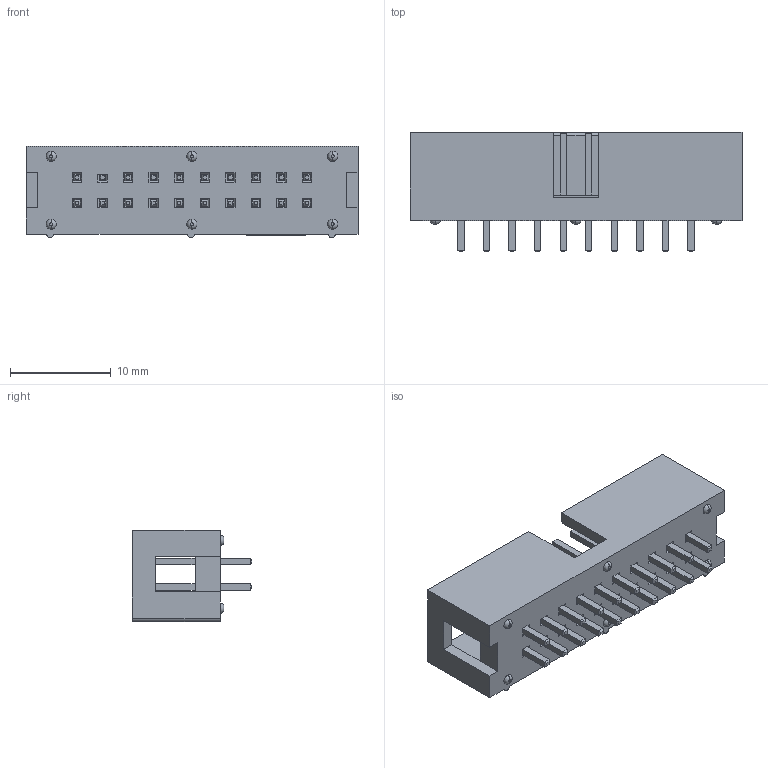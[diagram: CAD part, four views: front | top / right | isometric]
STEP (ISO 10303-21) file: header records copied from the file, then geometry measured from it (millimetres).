
FILE_DESCRIPTION (( 'STEP AP214' ), '1' );
FILE_NAME ('9586A110-A290-4D07-BE12-D115FE367D0E.STEP', '2024-10-17T14:47:52', ( '' ), ( '' ), 'SwSTEP 2.0', 'SolidWorks 2022', '' );
FILE_SCHEMA (( 'AUTOMOTIVE_DESIGN' ));
Length unit declared in the file: millimetre
Products named in the file (1): 9586A110-A290-4D07-BE12-D115FE367D0E
Bounding box: 33.02 x 11.85 x 9.1 mm (x, y, z)
Volume: 1284.6 mm3; surface area: 2445.3 mm2
Topology: 27 solids, 27 shells, 554 faces, 1248 edges, 750 vertices
Faces by surface type: plane 507, bspline 29, torus 12, cylinder 6
Entity records: 16366 total; most frequent: CARTESIAN_POINT 3934, ORIENTED_EDGE 2496, DIRECTION 2290, EDGE_CURVE 1248, LINE 1142, VECTOR 1142, VERTEX_POINT 750, EDGE_LOOP 600
